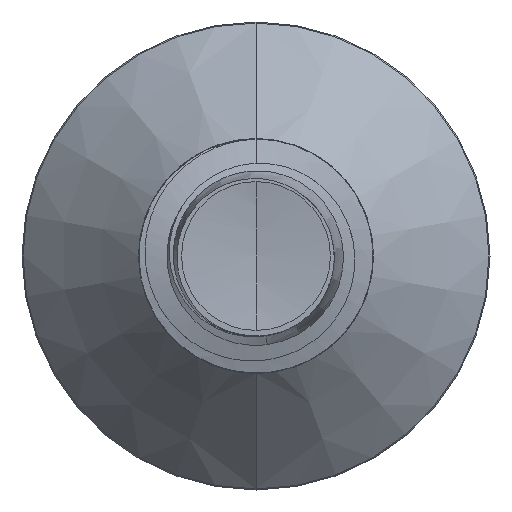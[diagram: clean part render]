
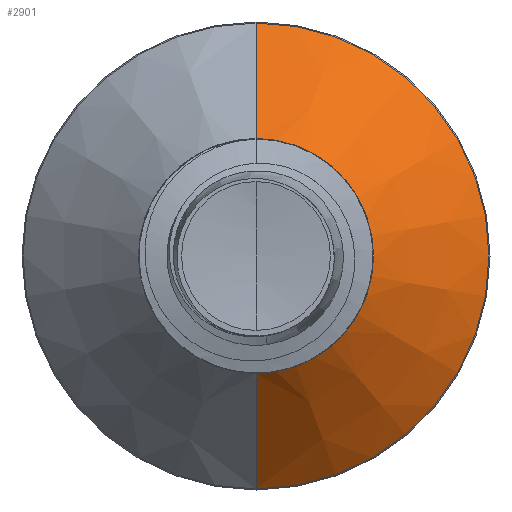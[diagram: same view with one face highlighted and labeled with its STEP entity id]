
A CAD part, front view. The second image highlights one B-rep face of the part: STEP entity #2901.
In plain terms, the highlighted conical face has half-angle 45 degrees and reference radius 1.256 mm.
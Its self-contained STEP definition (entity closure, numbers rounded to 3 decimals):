
#348 = VERTEX_POINT ( 'NONE', #9733 ) ;
#599 = AXIS2_PLACEMENT_3D ( 'NONE', #820, #14841, #15207 ) ;
#820 = CARTESIAN_POINT ( 'NONE',  ( 0., 5.206, 0. ) ) ;
#863 = CIRCLE ( 'NONE', #18009, 1.256 ) ;
#1335 = CARTESIAN_POINT ( 'NONE',  ( 0., 5.206, 0. ) ) ;
#1509 = CARTESIAN_POINT ( 'NONE',  ( 0., 6.439, -2.489 ) ) ;
#1683 = FACE_OUTER_BOUND ( 'NONE', #10625, .T. ) ;
#1898 = CARTESIAN_POINT ( 'NONE',  ( 0., 6.439, 2.489 ) ) ;
#2060 = VERTEX_POINT ( 'NONE', #1898 ) ;
#2479 = CARTESIAN_POINT ( 'NONE',  ( 0., 6.439, 0. ) ) ;
#2642 = ORIENTED_EDGE ( 'NONE', *, *, #19238, .F. ) ;
#2901 = ADVANCED_FACE ( 'NONE', ( #1683 ), #18156, .T. ) ;
#3135 = DIRECTION ( 'NONE',  ( 0., 0., 1. ) ) ;
#3560 = DIRECTION ( 'NONE',  ( 0., 0.707, -0.707 ) ) ;
#4361 = DIRECTION ( 'NONE',  ( 0., 0., 1. ) ) ;
#4765 = DIRECTION ( 'NONE',  ( 0., 0.707, 0.707 ) ) ;
#6904 = VECTOR ( 'NONE', #3560, 1000. ) ;
#7785 = ORIENTED_EDGE ( 'NONE', *, *, #15127, .T. ) ;
#7953 = LINE ( 'NONE', #13429, #6904 ) ;
#8307 = ORIENTED_EDGE ( 'NONE', *, *, #14604, .F. ) ;
#8854 = VERTEX_POINT ( 'NONE', #19683 ) ;
#9733 = CARTESIAN_POINT ( 'NONE',  ( 0., 5.206, 1.256 ) ) ;
#10239 = VECTOR ( 'NONE', #4765, 1000. ) ;
#10269 = VERTEX_POINT ( 'NONE', #1509 ) ;
#10504 = EDGE_CURVE ( 'NONE', #8854, #10269, #7953, .T. ) ;
#10625 = EDGE_LOOP ( 'NONE', ( #7785, #16365, #8307, #2642 ) ) ;
#11211 = LINE ( 'NONE', #16130, #10239 ) ;
#12488 = CIRCLE ( 'NONE', #19462, 2.489 ) ;
#13095 = DIRECTION ( 'NONE',  ( 0., 1., 0. ) ) ;
#13429 = CARTESIAN_POINT ( 'NONE',  ( 0., 5.206, -1.256 ) ) ;
#14104 = DIRECTION ( 'NONE',  ( 0., 1., 0. ) ) ;
#14604 = EDGE_CURVE ( 'NONE', #2060, #10269, #12488, .T. ) ;
#14841 = DIRECTION ( 'NONE',  ( 0., 1., 0. ) ) ;
#15127 = EDGE_CURVE ( 'NONE', #348, #8854, #863, .T. ) ;
#15207 = DIRECTION ( 'NONE',  ( 0., 0., 1. ) ) ;
#16130 = CARTESIAN_POINT ( 'NONE',  ( 0., 5.206, 1.256 ) ) ;
#16365 = ORIENTED_EDGE ( 'NONE', *, *, #10504, .T. ) ;
#18009 = AXIS2_PLACEMENT_3D ( 'NONE', #1335, #13095, #3135 ) ;
#18156 = CONICAL_SURFACE ( 'NONE', #599, 1.256, 0.785 ) ;
#19238 = EDGE_CURVE ( 'NONE', #348, #2060, #11211, .T. ) ;
#19462 = AXIS2_PLACEMENT_3D ( 'NONE', #2479, #14104, #4361 ) ;
#19683 = CARTESIAN_POINT ( 'NONE',  ( 0., 5.206, -1.256 ) ) ;
